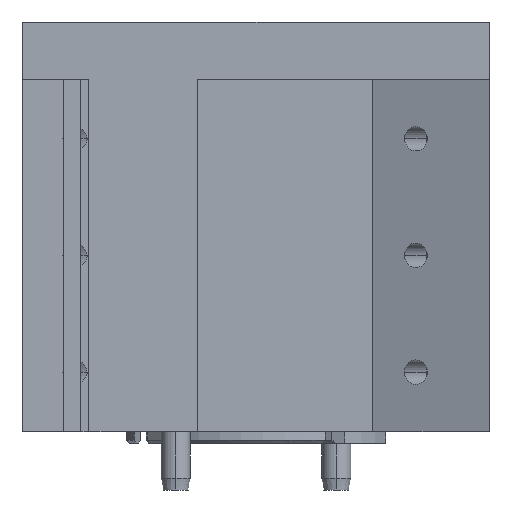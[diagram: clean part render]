
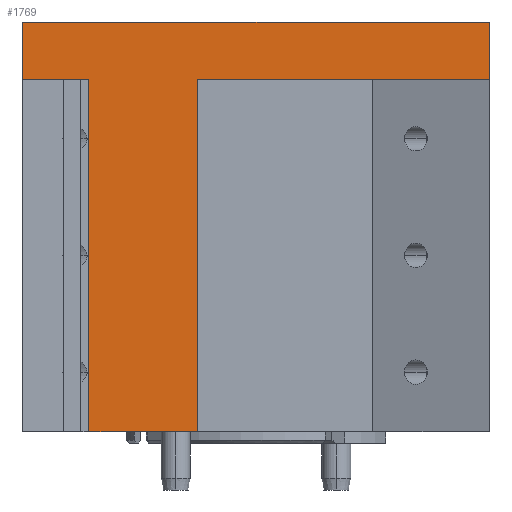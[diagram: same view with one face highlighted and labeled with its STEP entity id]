
A CAD part, left-side view. The second image highlights one B-rep face of the part: STEP entity #1769.
In plain terms, the highlighted planar face has unit normal (-1, 0, 0).
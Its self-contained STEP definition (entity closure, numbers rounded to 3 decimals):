
#151 = DIRECTION ( 'NONE',  ( 0., 1., 0. ) ) ;
#368 = CARTESIAN_POINT ( 'NONE',  ( 0., 0., 80. ) ) ;
#543 = PLANE ( 'NONE',  #5476 ) ;
#798 = VECTOR ( 'NONE', #6707, 1000. ) ;
#913 = EDGE_CURVE ( 'NONE', #2838, #5354, #1074, .T. ) ;
#1003 = ORIENTED_EDGE ( 'NONE', *, *, #3034, .F. ) ;
#1074 = LINE ( 'NONE', #2308, #5363 ) ;
#1081 = DIRECTION ( 'NONE',  ( -1., 0., 0. ) ) ;
#1225 = ORIENTED_EDGE ( 'NONE', *, *, #5451, .F. ) ;
#1453 = VERTEX_POINT ( 'NONE', #4118 ) ;
#1495 = CARTESIAN_POINT ( 'NONE',  ( 0., 80., 80. ) ) ;
#1712 = CARTESIAN_POINT ( 'NONE',  ( 0., 80., 80. ) ) ;
#1769 = ADVANCED_FACE ( 'NONE', ( #3929 ), #543, .T. ) ;
#1795 = VERTEX_POINT ( 'NONE', #3411 ) ;
#1981 = VERTEX_POINT ( 'NONE', #5778 ) ;
#2308 = CARTESIAN_POINT ( 'NONE',  ( 0., 50., 70.2 ) ) ;
#2566 = LINE ( 'NONE', #3726, #2900 ) ;
#2801 = DIRECTION ( 'NONE',  ( 0., 0., -1. ) ) ;
#2818 = VECTOR ( 'NONE', #5702, 1000. ) ;
#2838 = VERTEX_POINT ( 'NONE', #2972 ) ;
#2900 = VECTOR ( 'NONE', #4752, 1000. ) ;
#2972 = CARTESIAN_POINT ( 'NONE',  ( 0., 0., 70.2 ) ) ;
#2989 = CARTESIAN_POINT ( 'NONE',  ( 0., -0.007, 9.8 ) ) ;
#3034 = EDGE_CURVE ( 'NONE', #5354, #1795, #4626, .T. ) ;
#3043 = VERTEX_POINT ( 'NONE', #4320 ) ;
#3084 = ORIENTED_EDGE ( 'NONE', *, *, #913, .F. ) ;
#3185 = CARTESIAN_POINT ( 'NONE',  ( 0., 0., 80. ) ) ;
#3279 = DIRECTION ( 'NONE',  ( 0., 0., 1. ) ) ;
#3369 = VECTOR ( 'NONE', #6420, 1000. ) ;
#3411 = CARTESIAN_POINT ( 'NONE',  ( 0., 50., 9.8 ) ) ;
#3562 = ORIENTED_EDGE ( 'NONE', *, *, #5314, .T. ) ;
#3601 = EDGE_CURVE ( 'NONE', #3985, #4687, #5878, .T. ) ;
#3726 = CARTESIAN_POINT ( 'NONE',  ( 0., 68.632, 70.2 ) ) ;
#3893 = CARTESIAN_POINT ( 'NONE',  ( 0., 0., 80. ) ) ;
#3929 = FACE_OUTER_BOUND ( 'NONE', #6983, .T. ) ;
#3985 = VERTEX_POINT ( 'NONE', #3893 ) ;
#4118 = CARTESIAN_POINT ( 'NONE',  ( 0., 80., 70.2 ) ) ;
#4161 = LINE ( 'NONE', #3185, #4411 ) ;
#4228 = CARTESIAN_POINT ( 'NONE',  ( 0., 50., 9.8 ) ) ;
#4314 = EDGE_CURVE ( 'NONE', #4687, #1453, #5610, .T. ) ;
#4320 = CARTESIAN_POINT ( 'NONE',  ( 0., 68.632, 70.2 ) ) ;
#4327 = CARTESIAN_POINT ( 'NONE',  ( 0., 0., 80. ) ) ;
#4411 = VECTOR ( 'NONE', #2801, 1000. ) ;
#4418 = ORIENTED_EDGE ( 'NONE', *, *, #4921, .F. ) ;
#4626 = LINE ( 'NONE', #4228, #3369 ) ;
#4687 = VERTEX_POINT ( 'NONE', #1495 ) ;
#4752 = DIRECTION ( 'NONE',  ( 0., 0., -1. ) ) ;
#4921 = EDGE_CURVE ( 'NONE', #3985, #2838, #4161, .T. ) ;
#5087 = LINE ( 'NONE', #6685, #798 ) ;
#5094 = LINE ( 'NONE', #2989, #2818 ) ;
#5205 = VECTOR ( 'NONE', #5748, 1000. ) ;
#5235 = EDGE_CURVE ( 'NONE', #1795, #1981, #5094, .T. ) ;
#5314 = EDGE_CURVE ( 'NONE', #3043, #1981, #2566, .T. ) ;
#5354 = VERTEX_POINT ( 'NONE', #5770 ) ;
#5363 = VECTOR ( 'NONE', #151, 1000. ) ;
#5386 = DIRECTION ( 'NONE',  ( 0., 0., -1. ) ) ;
#5435 = VECTOR ( 'NONE', #5386, 1000. ) ;
#5451 = EDGE_CURVE ( 'NONE', #3043, #1453, #5087, .T. ) ;
#5476 = AXIS2_PLACEMENT_3D ( 'NONE', #4327, #1081, #3279 ) ;
#5610 = LINE ( 'NONE', #1712, #5435 ) ;
#5636 = ORIENTED_EDGE ( 'NONE', *, *, #3601, .T. ) ;
#5702 = DIRECTION ( 'NONE',  ( 0., 1., 0. ) ) ;
#5748 = DIRECTION ( 'NONE',  ( 0., 1., 0. ) ) ;
#5770 = CARTESIAN_POINT ( 'NONE',  ( 0., 50., 70.2 ) ) ;
#5778 = CARTESIAN_POINT ( 'NONE',  ( 0., 68.632, 9.8 ) ) ;
#5878 = LINE ( 'NONE', #368, #5205 ) ;
#6222 = ORIENTED_EDGE ( 'NONE', *, *, #5235, .F. ) ;
#6420 = DIRECTION ( 'NONE',  ( 0., 0., -1. ) ) ;
#6685 = CARTESIAN_POINT ( 'NONE',  ( 0., 0., 70.2 ) ) ;
#6707 = DIRECTION ( 'NONE',  ( 0., 1., 0. ) ) ;
#6881 = ORIENTED_EDGE ( 'NONE', *, *, #4314, .T. ) ;
#6983 = EDGE_LOOP ( 'NONE', ( #6222, #1003, #3084, #4418, #5636, #6881, #1225, #3562 ) ) ;
